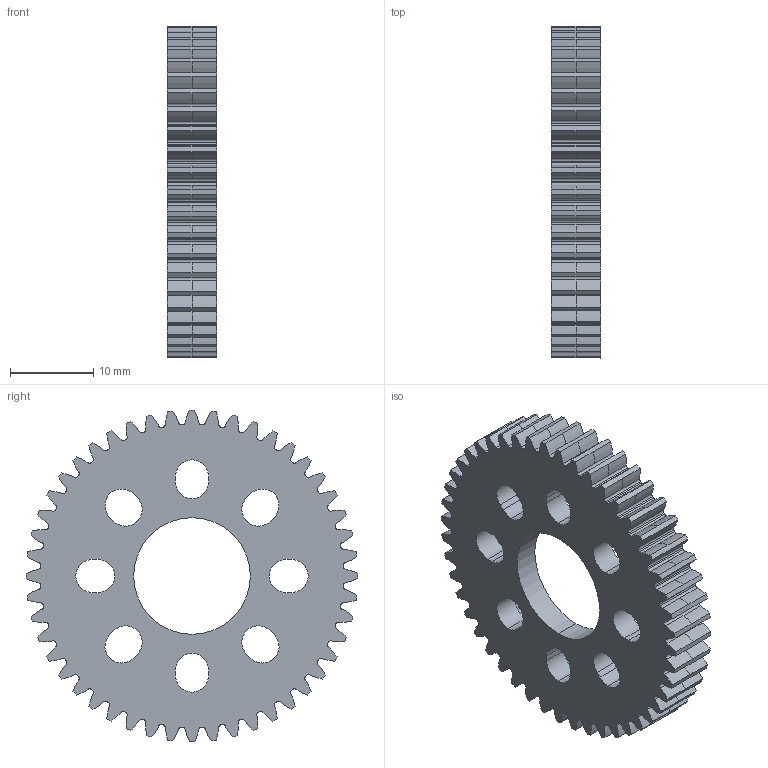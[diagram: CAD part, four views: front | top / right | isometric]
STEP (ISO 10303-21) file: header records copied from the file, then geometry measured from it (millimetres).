
FILE_DESCRIPTION (( 'STEP AP203' ), '1' );
FILE_NAME ('2302-0014-0048 rev1.STEP', '2017-05-22T15:43:09', ( '' ), ( '' ), 'SwSTEP 2.0', 'SolidWorks 2016', '' );
FILE_SCHEMA (( 'CONFIG_CONTROL_DESIGN' ));
Length unit declared in the file: millimetre
Products named in the file (1): 2302-0014-0048 rev1
Bounding box: 6 x 40 x 40 mm (x, y, z)
Volume: 3439.1 mm3; surface area: 3922.9 mm2
Topology: 1 solids, 1 shells, 450 faces, 1341 edges, 894 vertices
Faces by surface type: cylinder 239, bspline 192, plane 19
Entity records: 22480 total; most frequent: CARTESIAN_POINT 10942, ORIENTED_EDGE 2682, DIRECTION 2049, EDGE_CURVE 1341, VERTEX_POINT 894, AXIS2_PLACEMENT_3D 737, LINE 575, VECTOR 575
